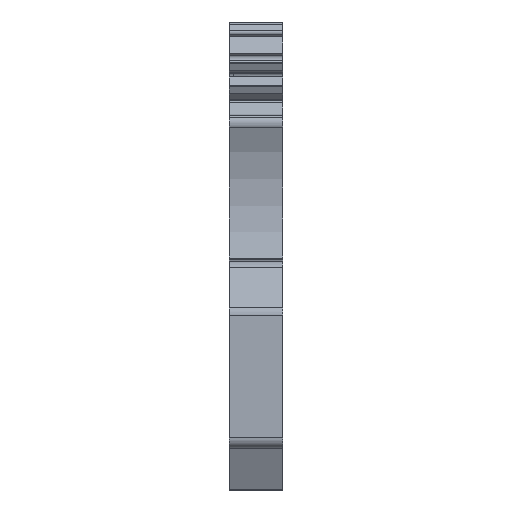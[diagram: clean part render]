
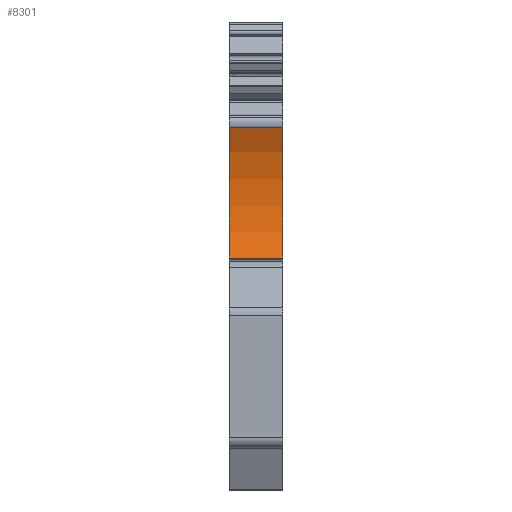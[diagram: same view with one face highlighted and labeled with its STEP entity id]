
A CAD part, front view. The second image highlights one B-rep face of the part: STEP entity #8301.
In plain terms, the highlighted cylindrical face has radius 15 mm (diameter 30 mm), a partial arc.
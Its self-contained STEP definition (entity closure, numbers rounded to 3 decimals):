
#901=AXIS2_PLACEMENT_3D('Circle Axis2P3D',#899,#900,$) ;
#3489=AXIS2_PLACEMENT_3D('Circle Axis2P3D',#3487,#3488,$) ;
#8288=AXIS2_PLACEMENT_3D('Cylinder Axis2P3D',#8285,#8286,#8287) ;
#896=CARTESIAN_POINT('Vertex',(0.,11.825,21.934)) ;
#899=CARTESIAN_POINT('Axis2P3D Location',(0.,-2.,27.753)) ;
#903=CARTESIAN_POINT('Vertex',(0.,11.486,34.321)) ;
#3484=CARTESIAN_POINT('Vertex',(5.08,11.486,34.321)) ;
#3487=CARTESIAN_POINT('Axis2P3D Location',(5.08,-2.,27.753)) ;
#3491=CARTESIAN_POINT('Vertex',(5.08,11.825,21.934)) ;
#8273=CARTESIAN_POINT('Line Origine',(2.54,11.825,21.934)) ;
#8285=CARTESIAN_POINT('Axis2P3D Location',(2.54,-2.,27.753)) ;
#8290=CARTESIAN_POINT('Line Origine',(2.54,11.486,34.321)) ;
#900=DIRECTION('Axis2P3D Direction',(1.,0.,0.)) ;
#3488=DIRECTION('Axis2P3D Direction',(1.,0.,0.)) ;
#8274=DIRECTION('Vector Direction',(1.,0.,0.)) ;
#8286=DIRECTION('Axis2P3D Direction',(1.,0.,0.)) ;
#8287=DIRECTION('Axis2P3D XDirection',(0.,0.922,-0.388)) ;
#8291=DIRECTION('Vector Direction',(1.,0.,0.)) ;
#8275=VECTOR('Line Direction',#8274,1.) ;
#8292=VECTOR('Line Direction',#8291,1.) ;
#8296=ORIENTED_EDGE('',*,*,#8294,.F.) ;
#8297=ORIENTED_EDGE('',*,*,#905,.T.) ;
#8298=ORIENTED_EDGE('',*,*,#8277,.T.) ;
#8299=ORIENTED_EDGE('',*,*,#3493,.F.) ;
#8301=ADVANCED_FACE('Koerper.2',(#8300),#8289,.F.) ;
#902=CIRCLE('generated circle',#901,15.) ;
#3490=CIRCLE('generated circle',#3489,15.) ;
#8289=CYLINDRICAL_SURFACE('generated cylinder',#8288,15.) ;
#905=EDGE_CURVE('',#904,#897,#902,.F.) ;
#3493=EDGE_CURVE('',#3485,#3492,#3490,.F.) ;
#8277=EDGE_CURVE('',#897,#3492,#8276,.T.) ;
#8294=EDGE_CURVE('',#904,#3485,#8293,.T.) ;
#8295=EDGE_LOOP('',(#8296,#8297,#8298,#8299)) ;
#8300=FACE_OUTER_BOUND('',#8295,.T.) ;
#8276=LINE('Line',#8273,#8275) ;
#8293=LINE('Line',#8290,#8292) ;
#897=VERTEX_POINT('',#896) ;
#904=VERTEX_POINT('',#903) ;
#3485=VERTEX_POINT('',#3484) ;
#3492=VERTEX_POINT('',#3491) ;
